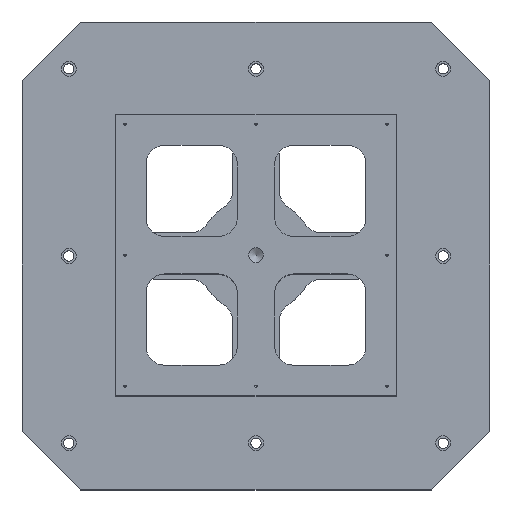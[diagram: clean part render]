
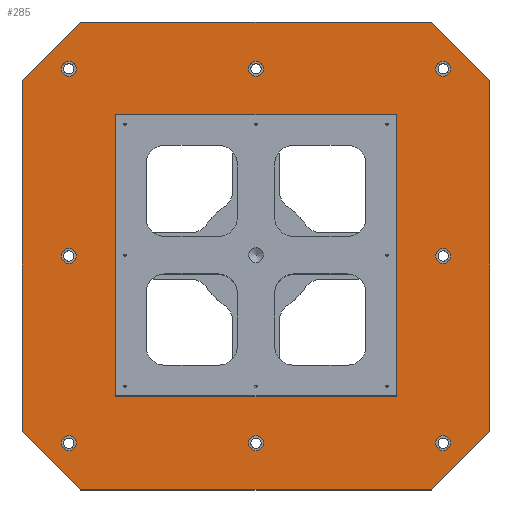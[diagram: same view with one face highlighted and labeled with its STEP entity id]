
A CAD part, top view. The second image highlights one B-rep face of the part: STEP entity #285.
In plain terms, the highlighted planar face has unit normal (0, 0, 1).
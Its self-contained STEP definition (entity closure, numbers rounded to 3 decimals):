
#285 = ADVANCED_FACE( '', ( #973, #974, #975, #976, #977, #978, #979, #980, #981, #982 ), #983, .T. );
#973 = FACE_BOUND( '', #1984, .T. );
#974 = FACE_BOUND( '', #1985, .T. );
#975 = FACE_BOUND( '', #1986, .T. );
#976 = FACE_BOUND( '', #1987, .T. );
#977 = FACE_BOUND( '', #1988, .T. );
#978 = FACE_BOUND( '', #1989, .T. );
#979 = FACE_BOUND( '', #1990, .T. );
#980 = FACE_BOUND( '', #1991, .T. );
#981 = FACE_OUTER_BOUND( '', #1992, .T. );
#982 = FACE_BOUND( '', #1993, .T. );
#983 = PLANE( '', #1994 );
#1984 = EDGE_LOOP( '', ( #4275 ) );
#1985 = EDGE_LOOP( '', ( #4276 ) );
#1986 = EDGE_LOOP( '', ( #4277 ) );
#1987 = EDGE_LOOP( '', ( #4278 ) );
#1988 = EDGE_LOOP( '', ( #4279 ) );
#1989 = EDGE_LOOP( '', ( #4280 ) );
#1990 = EDGE_LOOP( '', ( #4281 ) );
#1991 = EDGE_LOOP( '', ( #4282 ) );
#1992 = EDGE_LOOP( '', ( #4283, #4284, #4285, #4286, #4287, #4288, #4289, #4290 ) );
#1993 = EDGE_LOOP( '', ( #4291, #4292, #4293, #4294 ) );
#1994 = AXIS2_PLACEMENT_3D( '', #4295, #4296, #4297 );
#4275 = ORIENTED_EDGE( '', *, *, #7021, .T. );
#4276 = ORIENTED_EDGE( '', *, *, #7022, .T. );
#4277 = ORIENTED_EDGE( '', *, *, #7023, .T. );
#4278 = ORIENTED_EDGE( '', *, *, #7024, .T. );
#4279 = ORIENTED_EDGE( '', *, *, #7025, .T. );
#4280 = ORIENTED_EDGE( '', *, *, #7026, .T. );
#4281 = ORIENTED_EDGE( '', *, *, #7027, .T. );
#4282 = ORIENTED_EDGE( '', *, *, #7028, .T. );
#4283 = ORIENTED_EDGE( '', *, *, #7020, .T. );
#4284 = ORIENTED_EDGE( '', *, *, #6732, .T. );
#4285 = ORIENTED_EDGE( '', *, *, #7029, .T. );
#4286 = ORIENTED_EDGE( '', *, *, #6298, .T. );
#4287 = ORIENTED_EDGE( '', *, *, #7030, .T. );
#4288 = ORIENTED_EDGE( '', *, *, #6742, .T. );
#4289 = ORIENTED_EDGE( '', *, *, #7031, .T. );
#4290 = ORIENTED_EDGE( '', *, *, #6739, .T. );
#4291 = ORIENTED_EDGE( '', *, *, #7032, .T. );
#4292 = ORIENTED_EDGE( '', *, *, #7033, .T. );
#4293 = ORIENTED_EDGE( '', *, *, #7034, .T. );
#4294 = ORIENTED_EDGE( '', *, *, #7035, .T. );
#4295 = CARTESIAN_POINT( '', ( -500., -500., 55. ) );
#4296 = DIRECTION( '', ( 0., 0., 1. ) );
#4297 = DIRECTION( '', ( 1., 0., 0. ) );
#6298 = EDGE_CURVE( '', #7486, #7487, #7488, .F. );
#6732 = EDGE_CURVE( '', #8243, #8244, #8245, .F. );
#6739 = EDGE_CURVE( '', #8253, #8254, #8255, .F. );
#6742 = EDGE_CURVE( '', #8258, #8259, #8260, .F. );
#7020 = EDGE_CURVE( '', #8254, #8243, #8717, .T. );
#7021 = EDGE_CURVE( '', #8718, #8718, #8719, .T. );
#7022 = EDGE_CURVE( '', #8720, #8720, #8721, .T. );
#7023 = EDGE_CURVE( '', #8722, #8722, #8723, .T. );
#7024 = EDGE_CURVE( '', #8724, #8724, #8725, .T. );
#7025 = EDGE_CURVE( '', #8726, #8726, #8727, .T. );
#7026 = EDGE_CURVE( '', #8728, #8728, #8729, .T. );
#7027 = EDGE_CURVE( '', #8730, #8730, #8731, .T. );
#7028 = EDGE_CURVE( '', #8732, #8732, #8733, .T. );
#7029 = EDGE_CURVE( '', #8244, #7486, #8734, .T. );
#7030 = EDGE_CURVE( '', #7487, #8258, #8735, .T. );
#7031 = EDGE_CURVE( '', #8259, #8253, #8736, .T. );
#7032 = EDGE_CURVE( '', #8737, #8738, #8739, .T. );
#7033 = EDGE_CURVE( '', #8738, #8740, #8741, .T. );
#7034 = EDGE_CURVE( '', #8740, #8742, #8743, .T. );
#7035 = EDGE_CURVE( '', #8742, #8737, #8744, .T. );
#7486 = VERTEX_POINT( '', #9406 );
#7487 = VERTEX_POINT( '', #9407 );
#7488 = LINE( '', #9408, #9409 );
#8243 = VERTEX_POINT( '', #11176 );
#8244 = VERTEX_POINT( '', #11177 );
#8245 = LINE( '', #11178, #11179 );
#8253 = VERTEX_POINT( '', #11189 );
#8254 = VERTEX_POINT( '', #11190 );
#8255 = LINE( '', #11191, #11192 );
#8258 = VERTEX_POINT( '', #11197 );
#8259 = VERTEX_POINT( '', #11198 );
#8260 = LINE( '', #11199, #11200 );
#8717 = LINE( '', #12837, #12838 );
#8718 = VERTEX_POINT( '', #12839 );
#8719 = CIRCLE( '', #12840, 16. );
#8720 = VERTEX_POINT( '', #12841 );
#8721 = CIRCLE( '', #12842, 16. );
#8722 = VERTEX_POINT( '', #12843 );
#8723 = CIRCLE( '', #12844, 16. );
#8724 = VERTEX_POINT( '', #12845 );
#8725 = CIRCLE( '', #12846, 16. );
#8726 = VERTEX_POINT( '', #12847 );
#8727 = CIRCLE( '', #12848, 16. );
#8728 = VERTEX_POINT( '', #12849 );
#8729 = CIRCLE( '', #12850, 16. );
#8730 = VERTEX_POINT( '', #12851 );
#8731 = CIRCLE( '', #12852, 16. );
#8732 = VERTEX_POINT( '', #12853 );
#8733 = CIRCLE( '', #12854, 16. );
#8734 = LINE( '', #12855, #12856 );
#8735 = LINE( '', #12857, #12858 );
#8736 = LINE( '', #12859, #12860 );
#8737 = VERTEX_POINT( '', #12861 );
#8738 = VERTEX_POINT( '', #12862 );
#8739 = LINE( '', #12863, #12864 );
#8740 = VERTEX_POINT( '', #12865 );
#8741 = LINE( '', #12866, #12867 );
#8742 = VERTEX_POINT( '', #12868 );
#8743 = LINE( '', #12869, #12870 );
#8744 = LINE( '', #12871, #12872 );
#9406 = CARTESIAN_POINT( '', ( -500., -375., 55. ) );
#9407 = CARTESIAN_POINT( '', ( -375., -500., 55. ) );
#9408 = CARTESIAN_POINT( '', ( -437.5, -437.5, 55. ) );
#9409 = VECTOR( '', #13770, 1000. );
#11176 = CARTESIAN_POINT( '', ( -375., 500., 55. ) );
#11177 = CARTESIAN_POINT( '', ( -500., 375., 55. ) );
#11178 = CARTESIAN_POINT( '', ( -937.5, -62.5, 55. ) );
#11179 = VECTOR( '', #14566, 1000. );
#11189 = CARTESIAN_POINT( '', ( 500., 375., 55. ) );
#11190 = CARTESIAN_POINT( '', ( 375., 500., 55. ) );
#11191 = CARTESIAN_POINT( '', ( 437.5, 437.5, 55. ) );
#11192 = VECTOR( '', #14581, 1000. );
#11197 = CARTESIAN_POINT( '', ( 375., -500., 55. ) );
#11198 = CARTESIAN_POINT( '', ( 500., -375., 55. ) );
#11199 = CARTESIAN_POINT( '', ( -62.5, -937.5, 55. ) );
#11200 = VECTOR( '', #14584, 1000. );
#12837 = CARTESIAN_POINT( '', ( 500., 500., 55. ) );
#12838 = VECTOR( '', #15082, 1000. );
#12839 = CARTESIAN_POINT( '', ( 400., -16., 55. ) );
#12840 = AXIS2_PLACEMENT_3D( '', #15083, #15084, #15085 );
#12841 = CARTESIAN_POINT( '', ( -400., -16., 55. ) );
#12842 = AXIS2_PLACEMENT_3D( '', #15086, #15087, #15088 );
#12843 = CARTESIAN_POINT( '', ( 0., 384., 55. ) );
#12844 = AXIS2_PLACEMENT_3D( '', #15089, #15090, #15091 );
#12845 = CARTESIAN_POINT( '', ( 0., -416., 55. ) );
#12846 = AXIS2_PLACEMENT_3D( '', #15092, #15093, #15094 );
#12847 = CARTESIAN_POINT( '', ( -400., -416., 55. ) );
#12848 = AXIS2_PLACEMENT_3D( '', #15095, #15096, #15097 );
#12849 = CARTESIAN_POINT( '', ( -400., 384., 55. ) );
#12850 = AXIS2_PLACEMENT_3D( '', #15098, #15099, #15100 );
#12851 = CARTESIAN_POINT( '', ( 400., -416., 55. ) );
#12852 = AXIS2_PLACEMENT_3D( '', #15101, #15102, #15103 );
#12853 = CARTESIAN_POINT( '', ( 400., 384., 55. ) );
#12854 = AXIS2_PLACEMENT_3D( '', #15104, #15105, #15106 );
#12855 = CARTESIAN_POINT( '', ( -500., 500., 55. ) );
#12856 = VECTOR( '', #15107, 1000. );
#12857 = CARTESIAN_POINT( '', ( -500., -500., 55. ) );
#12858 = VECTOR( '', #15108, 1000. );
#12859 = CARTESIAN_POINT( '', ( 500., -500., 55. ) );
#12860 = VECTOR( '', #15109, 1000. );
#12861 = CARTESIAN_POINT( '', ( 300., -300., 55. ) );
#12862 = CARTESIAN_POINT( '', ( -300., -300., 55. ) );
#12863 = CARTESIAN_POINT( '', ( -500., -300., 55. ) );
#12864 = VECTOR( '', #15110, 1000. );
#12865 = CARTESIAN_POINT( '', ( -300., 300., 55. ) );
#12866 = CARTESIAN_POINT( '', ( -300., -500., 55. ) );
#12867 = VECTOR( '', #15111, 1000. );
#12868 = CARTESIAN_POINT( '', ( 300., 300., 55. ) );
#12869 = CARTESIAN_POINT( '', ( -500., 300., 55. ) );
#12870 = VECTOR( '', #15112, 1000. );
#12871 = CARTESIAN_POINT( '', ( 300., -500., 55. ) );
#12872 = VECTOR( '', #15113, 1000. );
#13770 = DIRECTION( '', ( -0.707, 0.707, 0. ) );
#14566 = DIRECTION( '', ( 0.707, 0.707, 0. ) );
#14581 = DIRECTION( '', ( 0.707, -0.707, 0. ) );
#14584 = DIRECTION( '', ( -0.707, -0.707, 0. ) );
#15082 = DIRECTION( '', ( -1., 0., 0. ) );
#15083 = CARTESIAN_POINT( '', ( 400., 0., 55. ) );
#15084 = DIRECTION( '', ( 0., 0., -1. ) );
#15085 = DIRECTION( '', ( 0., -1., 0. ) );
#15086 = CARTESIAN_POINT( '', ( -400., 0., 55. ) );
#15087 = DIRECTION( '', ( 0., 0., -1. ) );
#15088 = DIRECTION( '', ( 0., -1., 0. ) );
#15089 = CARTESIAN_POINT( '', ( 0., 400., 55. ) );
#15090 = DIRECTION( '', ( 0., 0., -1. ) );
#15091 = DIRECTION( '', ( 0., -1., 0. ) );
#15092 = CARTESIAN_POINT( '', ( 0., -400., 55. ) );
#15093 = DIRECTION( '', ( 0., 0., -1. ) );
#15094 = DIRECTION( '', ( 0., -1., 0. ) );
#15095 = CARTESIAN_POINT( '', ( -400., -400., 55. ) );
#15096 = DIRECTION( '', ( 0., 0., -1. ) );
#15097 = DIRECTION( '', ( 0., -1., 0. ) );
#15098 = CARTESIAN_POINT( '', ( -400., 400., 55. ) );
#15099 = DIRECTION( '', ( 0., 0., -1. ) );
#15100 = DIRECTION( '', ( 0., -1., 0. ) );
#15101 = CARTESIAN_POINT( '', ( 400., -400., 55. ) );
#15102 = DIRECTION( '', ( 0., 0., -1. ) );
#15103 = DIRECTION( '', ( 0., -1., 0. ) );
#15104 = CARTESIAN_POINT( '', ( 400., 400., 55. ) );
#15105 = DIRECTION( '', ( 0., 0., -1. ) );
#15106 = DIRECTION( '', ( 0., -1., 0. ) );
#15107 = DIRECTION( '', ( 0., -1., 0. ) );
#15108 = DIRECTION( '', ( 1., 0., 0. ) );
#15109 = DIRECTION( '', ( 0., 1., 0. ) );
#15110 = DIRECTION( '', ( -1., 0., 0. ) );
#15111 = DIRECTION( '', ( 0., 1., 0. ) );
#15112 = DIRECTION( '', ( 1., 0., 0. ) );
#15113 = DIRECTION( '', ( 0., -1., 0. ) );
